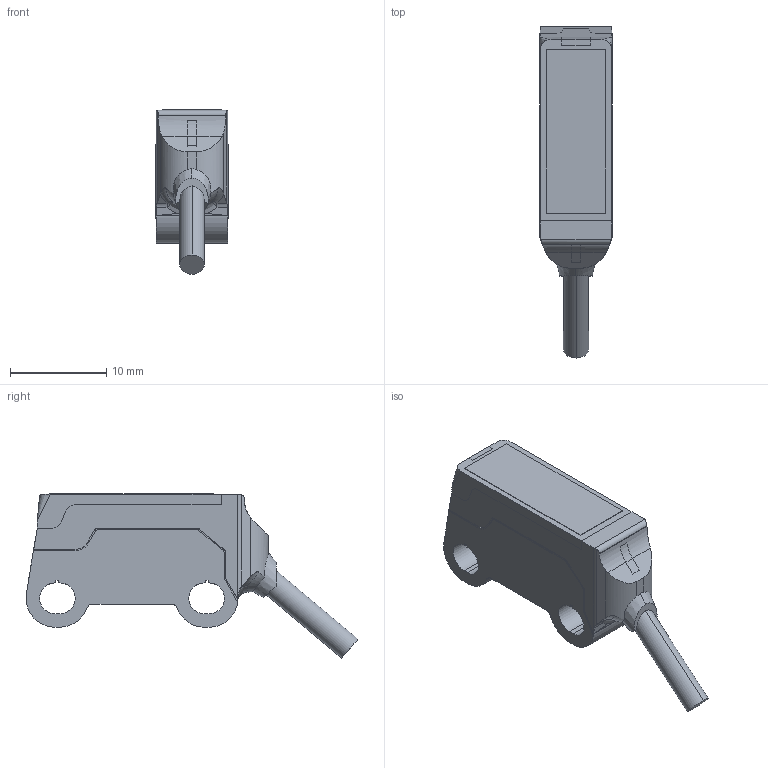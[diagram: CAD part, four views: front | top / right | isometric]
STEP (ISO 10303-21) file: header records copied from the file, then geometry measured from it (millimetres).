
FILE_DESCRIPTION((''),'2;1');
FILE_NAME('ASM0001_ASM','2016-02-22T',('Creinig-se'),(''),'PRO/ENGINEER BY PARAMETRIC TECHNOLOGY CORPORATION, 2013050','PRO/ENGINEER BY PARAMETRIC TECHNOLOGY CORPORATION, 2013050','');
FILE_SCHEMA(('CONFIG_CONTROL_DESIGN'));
Length unit declared in the file: millimetre
Products named in the file (3): DM_CAD-2231_SW0001; DM_CAD-2231_0071; ASM0001_ASM
Assembly tree (2 placements, depth 2):
  ASM0001_ASM
    DM_CAD-2231_SW0001
    DM_CAD-2231_0071
Bounding box: 7.5 x 34.45 x 17.06 mm (x, y, z)
Volume: 862.2 mm3; surface area: 2759 mm2
Topology: 2 solids, 2 shells, 706 faces, 2000 edges, 1290 vertices
Faces by surface type: plane 387, cylinder 198, cone 54, bspline 52, torus 8, extrusion 4, sphere 2, revolution 1
Entity records: 31609 total; most frequent: CARTESIAN_POINT 8667, ORIENTED_EDGE 3992, DIRECTION 3160, EDGE_CURVE 1996, VERTEX_POINT 1290, VECTOR 1215, LINE 1211, PRESENTATION_STYLE_ASSIGNMENT 1209
